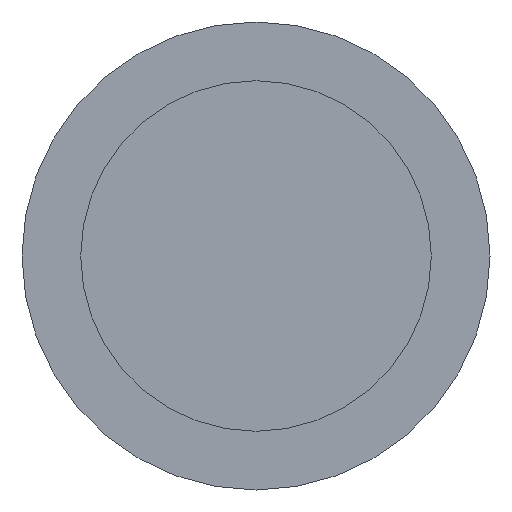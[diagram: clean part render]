
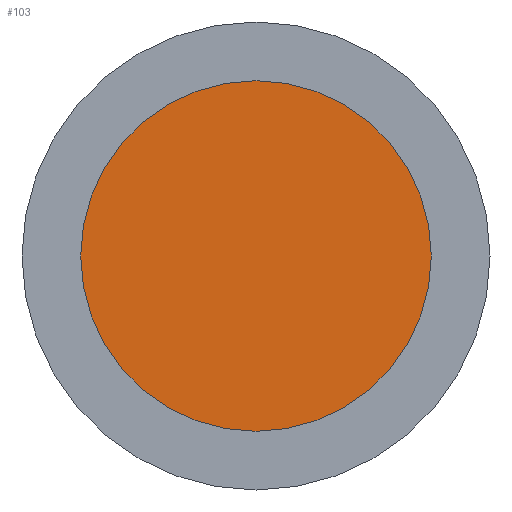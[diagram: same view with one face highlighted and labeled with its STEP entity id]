
A CAD part, front view. The second image highlights one B-rep face of the part: STEP entity #103.
In plain terms, the highlighted planar face has unit normal (0, -1, 0).
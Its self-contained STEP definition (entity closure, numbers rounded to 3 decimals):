
#17=PLANE('',#135);
#23=FACE_OUTER_BOUND('',#29,.T.);
#29=EDGE_LOOP('',(#86,#87));
#45=CIRCLE('',#136,20.6);
#46=CIRCLE('',#137,20.6);
#55=VERTEX_POINT('',#198);
#56=VERTEX_POINT('',#199);
#67=EDGE_CURVE('',#55,#56,#45,.T.);
#68=EDGE_CURVE('',#56,#55,#46,.T.);
#86=ORIENTED_EDGE('',*,*,#67,.F.);
#87=ORIENTED_EDGE('',*,*,#68,.F.);
#103=ADVANCED_FACE('',(#23),#17,.T.);
#135=AXIS2_PLACEMENT_3D('',#197,#164,#165);
#136=AXIS2_PLACEMENT_3D('',#200,#166,#167);
#137=AXIS2_PLACEMENT_3D('',#201,#168,#169);
#164=DIRECTION('center_axis',(0.,-1.,0.));
#165=DIRECTION('ref_axis',(0.,0.,-1.));
#166=DIRECTION('center_axis',(0.,1.,0.));
#167=DIRECTION('ref_axis',(1.,0.,0.));
#168=DIRECTION('center_axis',(0.,1.,0.));
#169=DIRECTION('ref_axis',(1.,0.,0.));
#197=CARTESIAN_POINT('Origin',(-20.6,2.5,0.));
#198=CARTESIAN_POINT('',(-20.6,2.5,0.));
#199=CARTESIAN_POINT('',(20.6,2.5,0.));
#200=CARTESIAN_POINT('Origin',(0.,2.5,0.));
#201=CARTESIAN_POINT('Origin',(0.,2.5,0.));
